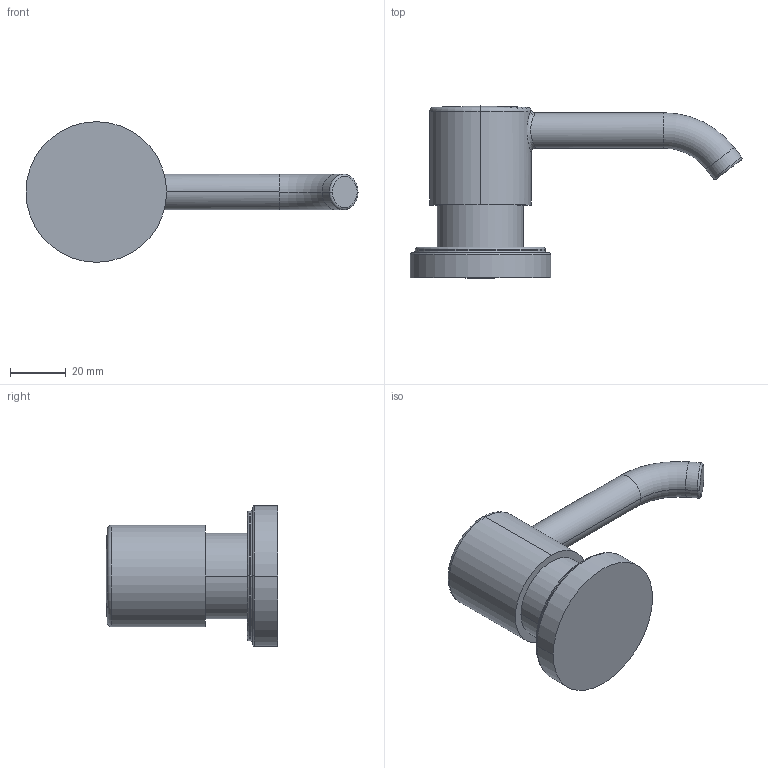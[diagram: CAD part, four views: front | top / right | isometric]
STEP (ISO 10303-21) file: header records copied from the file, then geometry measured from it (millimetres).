
FILE_DESCRIPTION((''),'2;1');
FILE_NAME('3180-5721','2021-04-27T10:55:11',('jinson.thomas'),(''),'CREO PARAMETRIC BY PTC INC, 2018400','CREO PARAMETRIC BY PTC INC, 2018400','');
FILE_SCHEMA(('CONFIG_CONTROL_DESIGN'));
Length unit declared in the file: inch
Products named in the file (1): 3180-5721
Bounding box: 118.78 x 61.49 x 50.29 mm (x, y, z)
Volume: 78410.6 mm3; surface area: 14515.8 mm2
Topology: 1 solids, 1 shells, 35 faces, 73 edges, 41 vertices
Faces by surface type: cylinder 12, torus 12, plane 5, bspline 4, sphere 2
Entity records: 1217 total; most frequent: CARTESIAN_POINT 432, DIRECTION 176, ORIENTED_EDGE 142, AXIS2_PLACEMENT_3D 82, EDGE_CURVE 71, CIRCLE 51, VERTEX_POINT 41, EDGE_LOOP 38
